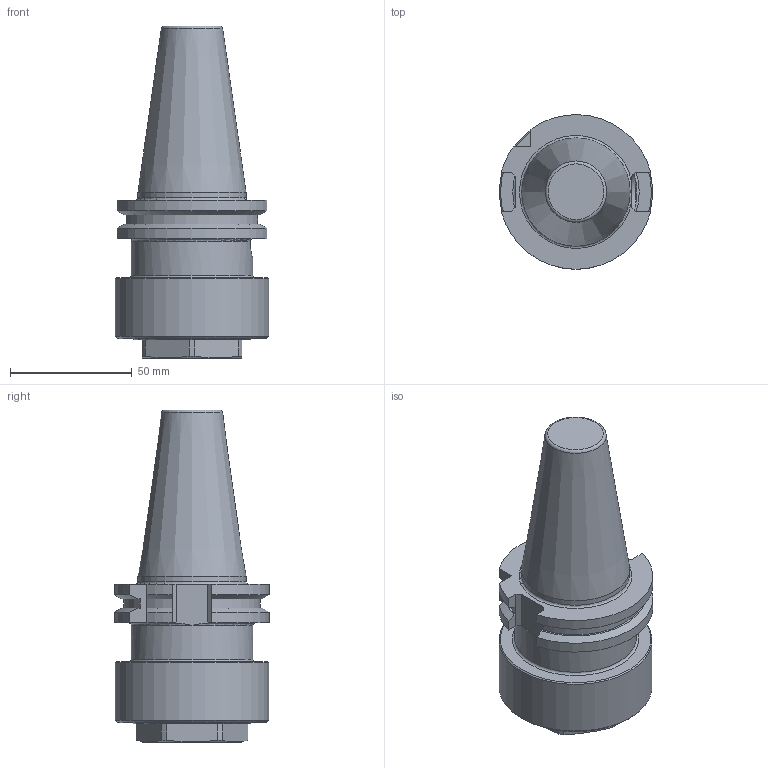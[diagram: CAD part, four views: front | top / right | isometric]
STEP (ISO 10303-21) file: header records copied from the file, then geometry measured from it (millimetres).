
FILE_DESCRIPTION(/* description */ ('Unknown'),/* implementation_level */ '2;1');
FILE_NAME(/* name */ '338132040',/* time_stamp */ '2020-08-14T13:45:07+02:00',/* author */ ('WTO KS'),/* organization */ ('WTO'),/* preprocessor_version */ 'ST-DEVELOPER v16.7',/* originating_system */ 'DEX',/* authorisation */ $);
FILE_SCHEMA (('AUTOMOTIVE_DESIGN {1 0 10303 214 3 1 1}'));
Length unit declared in the file: millimetre
Products named in the file (1): 089292_338132040_vereinfacht_STP_00416641
Bounding box: 63 x 63.54 x 136.4 mm (x, y, z)
Volume: 199777.8 mm3; surface area: 32579.9 mm2
Topology: 1 solids, 1 shells, 78 faces, 205 edges, 134 vertices
Faces by surface type: plane 35, cylinder 22, cone 14, torus 5, bspline 2
Full cylindrical faces by diameter (mm): 23.5 x1, 24.2 x1, 27.2 x1, 44.45 x1, 50 x1, 63 x1
Entity records: 2427 total; most frequent: CARTESIAN_POINT 593, ORIENTED_EDGE 366, DIRECTION 365, EDGE_CURVE 183, AXIS2_PLACEMENT_3D 141, VERTEX_POINT 128, EDGE_LOOP 99, FACE_BOUND 99
